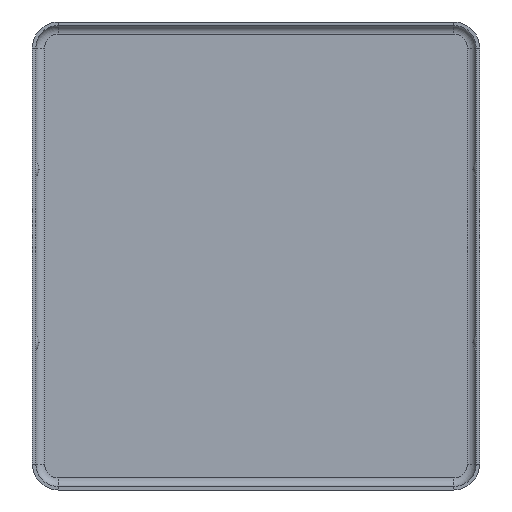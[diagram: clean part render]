
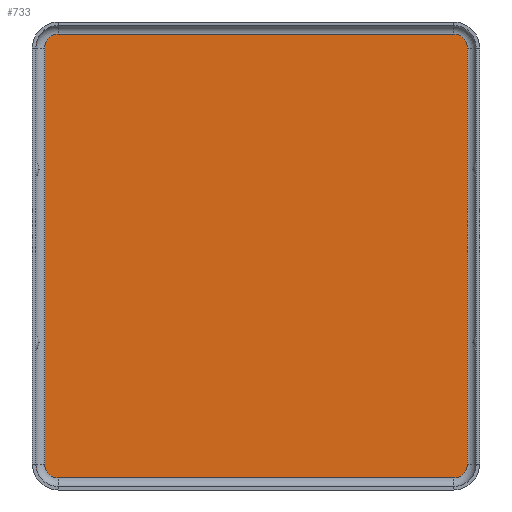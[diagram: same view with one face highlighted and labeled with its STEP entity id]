
A CAD part, front view. The second image highlights one B-rep face of the part: STEP entity #733.
In plain terms, the highlighted planar face has unit normal (0, -1, 0).
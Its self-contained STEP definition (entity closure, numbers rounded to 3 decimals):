
#15 = CARTESIAN_POINT ( 'NONE',  ( 11.4, 0., 12.8 ) ) ;
#23 = VECTOR ( 'NONE', #1131, 1000. ) ;
#41 = CARTESIAN_POINT ( 'NONE',  ( 11.4, 0., 12.8 ) ) ;
#55 = CARTESIAN_POINT ( 'NONE',  ( 12.2, 0., -12. ) ) ;
#83 = ORIENTED_EDGE ( 'NONE', *, *, #1138, .T. ) ;
#104 = AXIS2_PLACEMENT_3D ( 'NONE', #265, #1112, #986 ) ;
#177 = AXIS2_PLACEMENT_3D ( 'NONE', #912, #648, #298 ) ;
#181 = LINE ( 'NONE', #528, #491 ) ;
#200 = EDGE_LOOP ( 'NONE', ( #883, #1035, #589, #83, #1548, #1282, #1441, #1273 ) ) ;
#245 = DIRECTION ( 'NONE',  ( 0., 0., 1. ) ) ;
#265 = CARTESIAN_POINT ( 'NONE',  ( 11.4, 0., -12. ) ) ;
#278 = LINE ( 'NONE', #1153, #1018 ) ;
#287 = AXIS2_PLACEMENT_3D ( 'NONE', #1440, #585, #707 ) ;
#298 = DIRECTION ( 'NONE',  ( 0., 0., -1. ) ) ;
#362 = PLANE ( 'NONE',  #104 ) ;
#401 = VERTEX_POINT ( 'NONE', #1355 ) ;
#439 = DIRECTION ( 'NONE',  ( -1., 0., 0. ) ) ;
#468 = EDGE_CURVE ( 'NONE', #727, #401, #181, .T. ) ;
#491 = VECTOR ( 'NONE', #439, 1000. ) ;
#492 = CARTESIAN_POINT ( 'NONE',  ( 12.2, 0., 0. ) ) ;
#503 = VECTOR ( 'NONE', #921, 1000. ) ;
#511 = LINE ( 'NONE', #492, #23 ) ;
#524 = CARTESIAN_POINT ( 'NONE',  ( -12.2, 0., -12. ) ) ;
#528 = CARTESIAN_POINT ( 'NONE',  ( 11.4, 0., -12.8 ) ) ;
#548 = CIRCLE ( 'NONE', #1145, 0.8 ) ;
#554 = VERTEX_POINT ( 'NONE', #55 ) ;
#585 = DIRECTION ( 'NONE',  ( 0., -1., 0. ) ) ;
#589 = ORIENTED_EDGE ( 'NONE', *, *, #784, .F. ) ;
#591 = EDGE_CURVE ( 'NONE', #1332, #401, #1350, .T. ) ;
#648 = DIRECTION ( 'NONE',  ( 0., 1., 0. ) ) ;
#674 = CARTESIAN_POINT ( 'NONE',  ( -11.4, 0., 12.8 ) ) ;
#707 = DIRECTION ( 'NONE',  ( 0., 0., 1. ) ) ;
#727 = VERTEX_POINT ( 'NONE', #746 ) ;
#731 = CARTESIAN_POINT ( 'NONE',  ( 11.4, 0., 12. ) ) ;
#733 = ADVANCED_FACE ( 'NONE', ( #1121 ), #362, .T. ) ;
#739 = CARTESIAN_POINT ( 'NONE',  ( -12.2, 0., 12. ) ) ;
#746 = CARTESIAN_POINT ( 'NONE',  ( 11.4, 0., -12.8 ) ) ;
#755 = DIRECTION ( 'NONE',  ( 0., -1., 0. ) ) ;
#756 = CARTESIAN_POINT ( 'NONE',  ( 12.2, 0., 12. ) ) ;
#764 = LINE ( 'NONE', #41, #503 ) ;
#784 = EDGE_CURVE ( 'NONE', #811, #554, #511, .T. ) ;
#811 = VERTEX_POINT ( 'NONE', #756 ) ;
#823 = VERTEX_POINT ( 'NONE', #739 ) ;
#856 = VERTEX_POINT ( 'NONE', #674 ) ;
#883 = ORIENTED_EDGE ( 'NONE', *, *, #468, .F. ) ;
#912 = CARTESIAN_POINT ( 'NONE',  ( -11.4, 0., 12. ) ) ;
#919 = EDGE_CURVE ( 'NONE', #823, #1332, #278, .T. ) ;
#921 = DIRECTION ( 'NONE',  ( -1., 0., 0. ) ) ;
#950 = EDGE_CURVE ( 'NONE', #956, #856, #764, .T. ) ;
#956 = VERTEX_POINT ( 'NONE', #15 ) ;
#986 = DIRECTION ( 'NONE',  ( 0., 0., -1. ) ) ;
#1018 = VECTOR ( 'NONE', #1285, 1000. ) ;
#1035 = ORIENTED_EDGE ( 'NONE', *, *, #1427, .F. ) ;
#1112 = DIRECTION ( 'NONE',  ( 0., -1., 0. ) ) ;
#1121 = FACE_OUTER_BOUND ( 'NONE', #200, .T. ) ;
#1131 = DIRECTION ( 'NONE',  ( 0., 0., -1. ) ) ;
#1138 = EDGE_CURVE ( 'NONE', #811, #956, #548, .T. ) ;
#1145 = AXIS2_PLACEMENT_3D ( 'NONE', #731, #755, #1249 ) ;
#1146 = CIRCLE ( 'NONE', #1509, 0.8 ) ;
#1153 = CARTESIAN_POINT ( 'NONE',  ( -12.2, 0., 0. ) ) ;
#1185 = CARTESIAN_POINT ( 'NONE',  ( 11.4, 0., -12. ) ) ;
#1249 = DIRECTION ( 'NONE',  ( 0., 0., -1. ) ) ;
#1270 = CIRCLE ( 'NONE', #177, 0.8 ) ;
#1273 = ORIENTED_EDGE ( 'NONE', *, *, #591, .T. ) ;
#1282 = ORIENTED_EDGE ( 'NONE', *, *, #1335, .F. ) ;
#1285 = DIRECTION ( 'NONE',  ( 0., 0., -1. ) ) ;
#1332 = VERTEX_POINT ( 'NONE', #524 ) ;
#1335 = EDGE_CURVE ( 'NONE', #823, #856, #1270, .T. ) ;
#1350 = CIRCLE ( 'NONE', #287, 0.8 ) ;
#1355 = CARTESIAN_POINT ( 'NONE',  ( -11.4, 0., -12.8 ) ) ;
#1427 = EDGE_CURVE ( 'NONE', #554, #727, #1146, .T. ) ;
#1440 = CARTESIAN_POINT ( 'NONE',  ( -11.4, 0., -12. ) ) ;
#1441 = ORIENTED_EDGE ( 'NONE', *, *, #919, .T. ) ;
#1509 = AXIS2_PLACEMENT_3D ( 'NONE', #1185, #1553, #245 ) ;
#1548 = ORIENTED_EDGE ( 'NONE', *, *, #950, .T. ) ;
#1553 = DIRECTION ( 'NONE',  ( 0., 1., 0. ) ) ;
